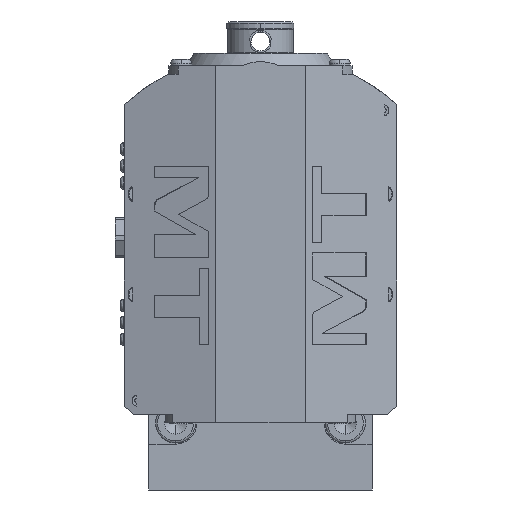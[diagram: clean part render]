
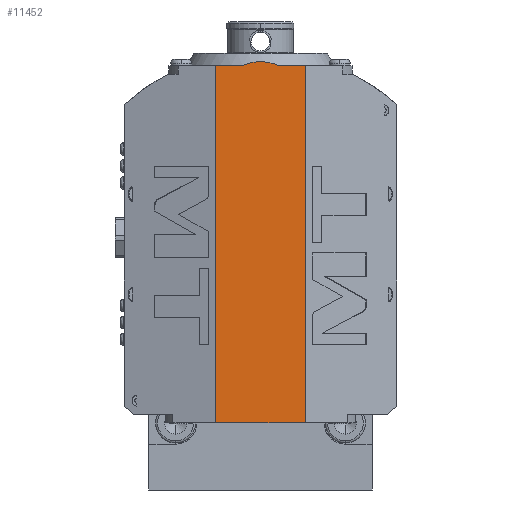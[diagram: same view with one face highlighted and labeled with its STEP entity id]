
A CAD part, left-side view. The second image highlights one B-rep face of the part: STEP entity #11452.
In plain terms, the highlighted planar face has unit normal (-1, 0, 0).
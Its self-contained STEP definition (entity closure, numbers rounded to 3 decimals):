
#2213=DIRECTION('',(0.,0.,1.));
#2214=VECTOR('',#2213,160.);
#2215=CARTESIAN_POINT('',(-117.,-20.,-75.));
#2216=LINE('',#2215,#2214);
#2527=CARTESIAN_POINT('',(-117.,8.062,85.));
#2528=CARTESIAN_POINT('',(-117.,7.824,85.101));
#2529=CARTESIAN_POINT('',(-117.,7.351,85.293));
#2530=CARTESIAN_POINT('',(-117.,6.651,85.552));
#2531=CARTESIAN_POINT('',(-117.,5.96,85.783));
#2532=CARTESIAN_POINT('',(-117.,5.278,85.987));
#2533=CARTESIAN_POINT('',(-117.,4.603,86.165));
#2534=CARTESIAN_POINT('',(-117.,3.934,86.319));
#2535=CARTESIAN_POINT('',(-117.,3.27,86.447));
#2536=CARTESIAN_POINT('',(-117.,2.612,86.552));
#2537=CARTESIAN_POINT('',(-117.,1.956,86.632));
#2538=CARTESIAN_POINT('',(-117.,1.302,86.69));
#2539=CARTESIAN_POINT('',(-117.,0.65,86.724));
#2540=CARTESIAN_POINT('',(-117.,0.,86.736));
#2541=CARTESIAN_POINT('',(-117.,-0.65,86.724));
#2542=CARTESIAN_POINT('',(-117.,-1.302,86.69));
#2543=CARTESIAN_POINT('',(-117.,-1.956,86.632));
#2544=CARTESIAN_POINT('',(-117.,-2.612,86.552));
#2545=CARTESIAN_POINT('',(-117.,-3.27,86.447));
#2546=CARTESIAN_POINT('',(-117.,-3.934,86.319));
#2547=CARTESIAN_POINT('',(-117.,-4.603,86.165));
#2548=CARTESIAN_POINT('',(-117.,-5.278,85.987));
#2549=CARTESIAN_POINT('',(-117.,-5.96,85.783));
#2550=CARTESIAN_POINT('',(-117.,-6.651,85.552));
#2551=CARTESIAN_POINT('',(-117.,-7.351,85.293));
#2552=CARTESIAN_POINT('',(-117.,-7.824,85.101));
#2553=CARTESIAN_POINT('',(-117.,-8.062,85.));
#2555=DIRECTION('',(0.,0.,-1.));
#2556=VECTOR('',#2555,160.);
#2557=CARTESIAN_POINT('',(-117.,20.,85.));
#2558=LINE('',#2557,#2556);
#2895=DIRECTION('',(0.,1.,0.));
#2896=VECTOR('',#2895,11.938);
#2897=CARTESIAN_POINT('',(-117.,8.062,85.));
#2898=LINE('',#2897,#2896);
#2936=DIRECTION('',(0.,1.,0.));
#2937=VECTOR('',#2936,11.938);
#2938=CARTESIAN_POINT('',(-117.,-20.,85.));
#2939=LINE('',#2938,#2937);
#4998=DIRECTION('',(0.,-1.,0.));
#4999=VECTOR('',#4998,40.);
#5000=CARTESIAN_POINT('',(-117.,20.,-75.));
#5001=LINE('',#5000,#4999);
#7761=CARTESIAN_POINT('',(-117.,-20.,-75.));
#7763=VERTEX_POINT('',#7761);
#7766=CARTESIAN_POINT('',(-117.,20.,-75.));
#7768=VERTEX_POINT('',#7766);
#7841=VERTEX_POINT('',#2527);
#7842=VERTEX_POINT('',#2553);
#7854=CARTESIAN_POINT('',(-117.,-20.,85.));
#7856=VERTEX_POINT('',#7854);
#7857=CARTESIAN_POINT('',(-117.,20.,85.));
#7859=VERTEX_POINT('',#7857);
#11434=CARTESIAN_POINT('',(-117.,0.,0.));
#11435=DIRECTION('',(1.,0.,0.));
#11436=DIRECTION('',(0.,1.,0.));
#11437=AXIS2_PLACEMENT_3D('',#11434,#11435,#11436);
#11438=PLANE('',#11437);
#11440=ORIENTED_EDGE('',*,*,#11439,.F.);
#11442=ORIENTED_EDGE('',*,*,#11441,.F.);
#11444=ORIENTED_EDGE('',*,*,#11443,.T.);
#11446=ORIENTED_EDGE('',*,*,#11445,.F.);
#11447=ORIENTED_EDGE('',*,*,#11333,.F.);
#11449=ORIENTED_EDGE('',*,*,#11448,.F.);
#11450=EDGE_LOOP('',(#11440,#11442,#11444,#11446,#11447,#11449));
#11451=FACE_OUTER_BOUND('',#11450,.F.);
#11452=ADVANCED_FACE('',(#11451),#11438,.F.);
#2554=B_SPLINE_CURVE_WITH_KNOTS('',3,(#2527,#2528,#2529,#2530,#2531,#2532,#2533,
#2534,#2535,#2536,#2537,#2538,#2539,#2540,#2541,#2542,#2543,#2544,#2545,#2546,
#2547,#2548,#2549,#2550,#2551,#2552,#2553),.UNSPECIFIED.,.F.,.F.,(4,1,1,1,1,1,1,
1,1,1,1,1,1,1,1,1,1,1,1,1,1,1,1,1,4),(0.,0.042,0.083,
0.125,0.167,0.208,0.25,0.292,
0.333,0.375,0.417,0.458,0.5,
0.542,0.583,0.625,0.667,0.708,
0.75,0.792,0.833,0.875,0.917,
0.958,1.),.UNSPECIFIED.);
#11333=EDGE_CURVE('',#7763,#7856,#2216,.T.);
#11439=EDGE_CURVE('',#7859,#7768,#2558,.T.);
#11441=EDGE_CURVE('',#7841,#7859,#2898,.T.);
#11443=EDGE_CURVE('',#7841,#7842,#2554,.T.);
#11445=EDGE_CURVE('',#7856,#7842,#2939,.T.);
#11448=EDGE_CURVE('',#7768,#7763,#5001,.T.);
